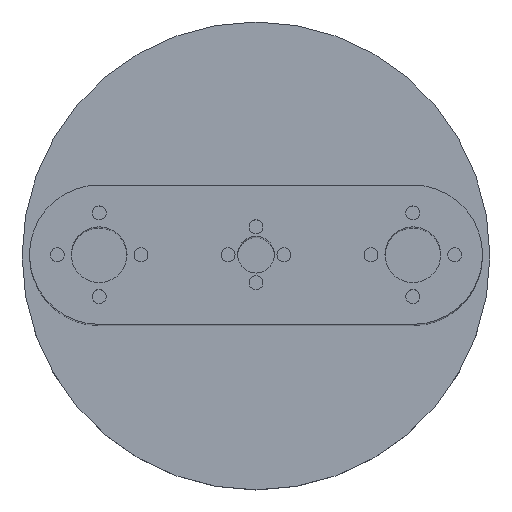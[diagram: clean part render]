
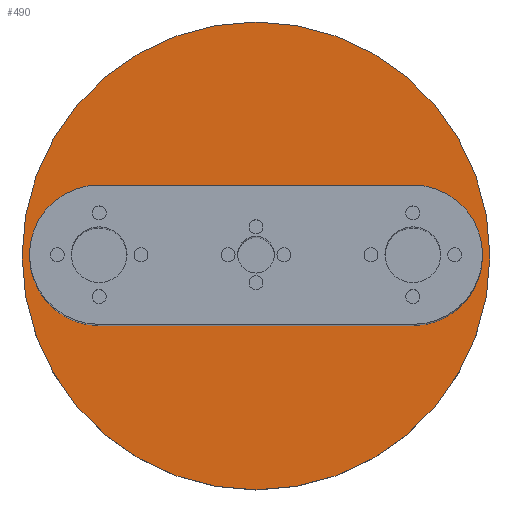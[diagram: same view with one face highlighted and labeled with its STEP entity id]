
A CAD part, top view. The second image highlights one B-rep face of the part: STEP entity #490.
In plain terms, the highlighted planar face has unit normal (0, 0, 1).
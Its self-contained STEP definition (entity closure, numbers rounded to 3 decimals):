
#30=FACE_BOUND('',#164,.T.);
#32=CIRCLE('',#521,20.);
#33=CIRCLE('',#523,20.);
#64=CIRCLE('',#576,67.125);
#110=FACE_OUTER_BOUND('',#163,.T.);
#163=EDGE_LOOP('',(#398));
#164=EDGE_LOOP('',(#399,#400,#401,#402));
#179=LINE('',#773,#203);
#183=LINE('',#782,#207);
#203=VECTOR('',#597,10.);
#207=VECTOR('',#603,10.);
#227=VERTEX_POINT('',#770);
#228=VERTEX_POINT('',#772);
#231=VERTEX_POINT('',#779);
#232=VERTEX_POINT('',#781);
#262=VERTEX_POINT('',#876);
#267=EDGE_CURVE('',#228,#227,#179,.T.);
#271=EDGE_CURVE('',#232,#231,#183,.T.);
#274=EDGE_CURVE('',#228,#231,#32,.T.);
#275=EDGE_CURVE('',#232,#227,#33,.T.);
#312=EDGE_CURVE('',#262,#262,#64,.T.);
#398=ORIENTED_EDGE('',*,*,#312,.T.);
#399=ORIENTED_EDGE('',*,*,#271,.T.);
#400=ORIENTED_EDGE('',*,*,#274,.F.);
#401=ORIENTED_EDGE('',*,*,#267,.T.);
#402=ORIENTED_EDGE('',*,*,#275,.F.);
#462=PLANE('',#575);
#490=ADVANCED_FACE('',(#110,#30),#462,.T.);
#521=AXIS2_PLACEMENT_3D('',#786,#609,#610);
#523=AXIS2_PLACEMENT_3D('',#788,#613,#614);
#575=AXIS2_PLACEMENT_3D('',#875,#723,#724);
#576=AXIS2_PLACEMENT_3D('',#877,#725,#726);
#597=DIRECTION('',(-1.,0.,0.));
#603=DIRECTION('',(1.,0.,0.));
#609=DIRECTION('center_axis',(0.,0.,1.));
#610=DIRECTION('ref_axis',(-1.,0.,0.));
#613=DIRECTION('center_axis',(0.,0.,1.));
#614=DIRECTION('ref_axis',(-1.,0.,0.));
#723=DIRECTION('center_axis',(0.,0.,1.));
#724=DIRECTION('ref_axis',(1.,0.,0.));
#725=DIRECTION('center_axis',(0.,0.,1.));
#726=DIRECTION('ref_axis',(1.,0.,0.));
#770=CARTESIAN_POINT('',(-45.,-20.,20.));
#772=CARTESIAN_POINT('',(45.,-20.,20.));
#773=CARTESIAN_POINT('',(-22.5,-20.,20.));
#779=CARTESIAN_POINT('',(45.,20.,20.));
#781=CARTESIAN_POINT('',(-45.,20.,20.));
#782=CARTESIAN_POINT('',(22.5,20.,20.));
#786=CARTESIAN_POINT('Origin',(45.,0.,20.));
#788=CARTESIAN_POINT('Origin',(-45.,0.,20.));
#875=CARTESIAN_POINT('Origin',(0.,0.,20.));
#876=CARTESIAN_POINT('',(-67.125,0.,20.));
#877=CARTESIAN_POINT('Origin',(0.,0.,20.));
